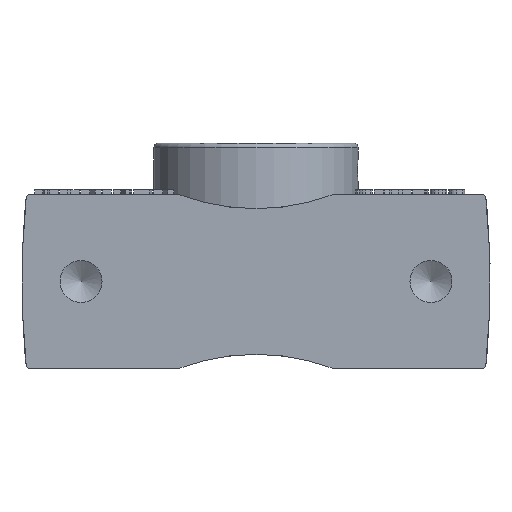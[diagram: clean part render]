
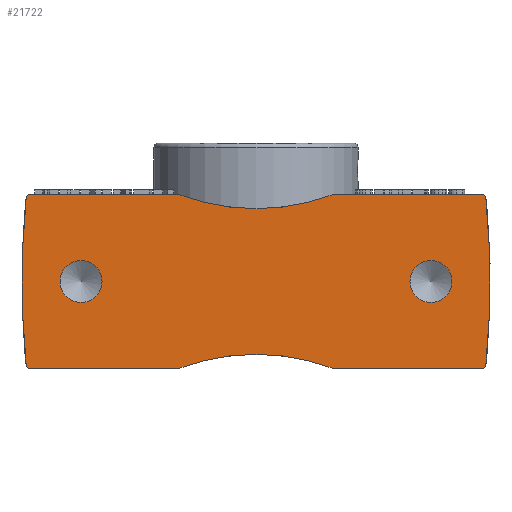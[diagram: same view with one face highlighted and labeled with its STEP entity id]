
A CAD part, front view. The second image highlights one B-rep face of the part: STEP entity #21722.
In plain terms, the highlighted face is planar.
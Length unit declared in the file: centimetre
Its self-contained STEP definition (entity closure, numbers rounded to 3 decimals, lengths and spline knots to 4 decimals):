
#15856=CARTESIAN_POINT('',(-0.4572,-3.81,0.));
#15857=VERTEX_POINT('',#15856);
#15867=CARTESIAN_POINT('',(0.4572,-3.81,0.));
#15868=VERTEX_POINT('',#15867);
#15869=CARTESIAN_POINT('',(0.,-3.81,0.));
#15870=DIRECTION('',(0.,0.,1.));
#15871=DIRECTION('',(1.,0.,-0.));
#15872=AXIS2_PLACEMENT_3D('',#15869,#15870,#15871);
#15873=CIRCLE('',#15872,0.4572);
#15874=EDGE_CURVE('',#15868,#15857,#15873,.T.);
#15876=CARTESIAN_POINT('',(0.,-3.81,0.));
#15877=DIRECTION('',(0.,0.,1.));
#15878=DIRECTION('',(1.,0.,-0.));
#15879=AXIS2_PLACEMENT_3D('',#15876,#15877,#15878);
#15880=CIRCLE('',#15879,0.4572);
#15881=EDGE_CURVE('',#15857,#15868,#15880,.T.);
#15926=CARTESIAN_POINT('',(-0.4572,3.81,0.));
#15927=VERTEX_POINT('',#15926);
#15937=CARTESIAN_POINT('',(0.4572,3.81,0.));
#15938=VERTEX_POINT('',#15937);
#15939=CARTESIAN_POINT('',(0.,3.81,0.));
#15940=DIRECTION('',(0.,0.,1.));
#15941=DIRECTION('',(1.,0.,-0.));
#15942=AXIS2_PLACEMENT_3D('',#15939,#15940,#15941);
#15943=CIRCLE('',#15942,0.4572);
#15944=EDGE_CURVE('',#15938,#15927,#15943,.T.);
#15946=CARTESIAN_POINT('',(0.,3.81,0.));
#15947=DIRECTION('',(0.,0.,1.));
#15948=DIRECTION('',(1.,0.,-0.));
#15949=AXIS2_PLACEMENT_3D('',#15946,#15947,#15948);
#15950=CIRCLE('',#15949,0.4572);
#15951=EDGE_CURVE('',#15927,#15938,#15950,.T.);
#18291=CARTESIAN_POINT('',(1.8203,5.0053,0.));
#18292=VERTEX_POINT('',#18291);
#18299=CARTESIAN_POINT('',(-1.8203,5.0053,0.));
#18300=VERTEX_POINT('',#18299);
#18301=CARTESIAN_POINT('',(0.,-12.444,0.));
#18302=DIRECTION('',(0.,0.,-1.));
#18303=DIRECTION('',(-1.,0.,0.));
#18304=AXIS2_PLACEMENT_3D('',#18301,#18302,#18303);
#18305=CIRCLE('',#18304,17.544);
#18306=EDGE_CURVE('',#18300,#18292,#18305,.T.);
#18734=CARTESIAN_POINT('',(1.9,4.9169,0.));
#18735=VERTEX_POINT('',#18734);
#18742=CARTESIAN_POINT('',(1.8111,4.9169,0.));
#18743=DIRECTION('',(0.,-0.,1.));
#18744=DIRECTION('',(0.743,0.669,0.));
#18745=AXIS2_PLACEMENT_3D('',#18742,#18743,#18744);
#18746=CIRCLE('',#18745,0.0889);
#18747=EDGE_CURVE('',#18735,#18292,#18746,.T.);
#18920=CARTESIAN_POINT('',(1.9,1.7,0.));
#18921=VERTEX_POINT('',#18920);
#18928=CARTESIAN_POINT('',(1.9,12349.9968,0.));
#18929=DIRECTION('',(0.,-1.,0.));
#18930=VECTOR('',#18929,24690.);
#18931=LINE('',#18928,#18930);
#18932=EDGE_CURVE('',#18735,#18921,#18931,.T.);
#18945=CARTESIAN_POINT('',(1.5863,0.,0.));
#18946=VERTEX_POINT('',#18945);
#19028=CARTESIAN_POINT('',(1.9,-1.7,0.));
#19029=VERTEX_POINT('',#19028);
#19036=CARTESIAN_POINT('',(6.3488,0.,0.));
#19037=DIRECTION('',(0.,0.,1.));
#19038=DIRECTION('',(1.,0.,-0.));
#19039=AXIS2_PLACEMENT_3D('',#19036,#19037,#19038);
#19040=CIRCLE('',#19039,4.7625);
#19041=EDGE_CURVE('',#18946,#19029,#19040,.T.);
#19443=CARTESIAN_POINT('',(-1.5863,-0.,0.));
#19444=VERTEX_POINT('',#19443);
#19481=CARTESIAN_POINT('',(-1.9,1.7,0.));
#19482=VERTEX_POINT('',#19481);
#19489=CARTESIAN_POINT('',(-6.3488,0.,0.));
#19490=DIRECTION('',(0.,0.,1.));
#19491=DIRECTION('',(-1.,0.,0.));
#19492=AXIS2_PLACEMENT_3D('',#19489,#19490,#19491);
#19493=CIRCLE('',#19492,4.7625);
#19494=EDGE_CURVE('',#19444,#19482,#19493,.T.);
#19505=CARTESIAN_POINT('',(-1.9,4.9169,0.));
#19506=VERTEX_POINT('',#19505);
#19513=CARTESIAN_POINT('',(-1.9,12349.9968,0.));
#19514=DIRECTION('',(0.,-1.,0.));
#19515=VECTOR('',#19514,24690.);
#19516=LINE('',#19513,#19515);
#19517=EDGE_CURVE('',#19506,#19482,#19516,.T.);
#19530=CARTESIAN_POINT('',(-1.8111,4.9169,0.));
#19531=DIRECTION('',(0.,0.,1.));
#19532=DIRECTION('',(-0.743,0.669,0.));
#19533=AXIS2_PLACEMENT_3D('',#19530,#19531,#19532);
#19534=CIRCLE('',#19533,0.0889);
#19535=EDGE_CURVE('',#18300,#19506,#19534,.T.);
#21092=CARTESIAN_POINT('',(1.9,-4.9169,0.));
#21093=VERTEX_POINT('',#21092);
#21100=CARTESIAN_POINT('',(1.9,12349.9968,0.));
#21101=DIRECTION('',(0.,-1.,0.));
#21102=VECTOR('',#21101,24690.);
#21103=LINE('',#21100,#21102);
#21104=EDGE_CURVE('',#19029,#21093,#21103,.T.);
#21116=CARTESIAN_POINT('',(1.8203,-5.0053,0.));
#21117=VERTEX_POINT('',#21116);
#21124=CARTESIAN_POINT('',(1.8111,-4.9169,0.));
#21125=DIRECTION('',(0.,0.,1.));
#21126=DIRECTION('',(0.743,-0.669,0.));
#21127=AXIS2_PLACEMENT_3D('',#21124,#21125,#21126);
#21128=CIRCLE('',#21127,0.0889);
#21129=EDGE_CURVE('',#21117,#21093,#21128,.T.);
#21610=CARTESIAN_POINT('',(-1.8203,-5.0053,0.));
#21611=VERTEX_POINT('',#21610);
#21618=CARTESIAN_POINT('',(-0.,12.444,0.));
#21619=DIRECTION('',(0.,0.,-1.));
#21620=DIRECTION('',(1.,0.,0.));
#21621=AXIS2_PLACEMENT_3D('',#21618,#21619,#21620);
#21622=CIRCLE('',#21621,17.544);
#21623=EDGE_CURVE('',#21117,#21611,#21622,.T.);
#21638=CARTESIAN_POINT('',(-1.9,-4.9169,0.));
#21639=VERTEX_POINT('',#21638);
#21646=CARTESIAN_POINT('',(-1.8111,-4.9169,0.));
#21647=DIRECTION('',(0.,0.,1.));
#21648=DIRECTION('',(-0.743,-0.669,0.));
#21649=AXIS2_PLACEMENT_3D('',#21646,#21647,#21648);
#21650=CIRCLE('',#21649,0.0889);
#21651=EDGE_CURVE('',#21639,#21611,#21650,.T.);
#21663=CARTESIAN_POINT('',(-1.9,-1.7,0.));
#21664=VERTEX_POINT('',#21663);
#21671=CARTESIAN_POINT('',(-1.9,12349.9968,0.));
#21672=DIRECTION('',(0.,-1.,0.));
#21673=VECTOR('',#21672,24690.);
#21674=LINE('',#21671,#21673);
#21675=EDGE_CURVE('',#21664,#21639,#21674,.T.);
#21681=CARTESIAN_POINT('',(0.9431,2.5272,0.));
#21682=DIRECTION('',(0.,0.,1.));
#21683=DIRECTION('',(1.,0.,0.));
#21684=AXIS2_PLACEMENT_3D('',#21681,#21682,#21683);
#21685=PLANE('',#21684);
#21686=ORIENTED_EDGE('',*,*,#15874,.T.);
#21687=ORIENTED_EDGE('',*,*,#15881,.T.);
#21688=EDGE_LOOP('',(#21686,#21687));
#21689=FACE_BOUND('',#21688,.T.);
#21690=ORIENTED_EDGE('',*,*,#15944,.T.);
#21691=ORIENTED_EDGE('',*,*,#15951,.T.);
#21692=EDGE_LOOP('',(#21690,#21691));
#21693=FACE_BOUND('',#21692,.T.);
#21694=ORIENTED_EDGE('',*,*,#21651,.F.);
#21695=ORIENTED_EDGE('',*,*,#21675,.F.);
#21696=CARTESIAN_POINT('',(-6.3488,0.,0.));
#21697=DIRECTION('',(0.,0.,1.));
#21698=DIRECTION('',(-1.,0.,0.));
#21699=AXIS2_PLACEMENT_3D('',#21696,#21697,#21698);
#21700=CIRCLE('',#21699,4.7625);
#21701=EDGE_CURVE('',#21664,#19444,#21700,.T.);
#21702=ORIENTED_EDGE('',*,*,#21701,.T.);
#21703=ORIENTED_EDGE('',*,*,#19494,.T.);
#21704=ORIENTED_EDGE('',*,*,#19517,.F.);
#21705=ORIENTED_EDGE('',*,*,#19535,.F.);
#21706=ORIENTED_EDGE('',*,*,#18306,.T.);
#21707=ORIENTED_EDGE('',*,*,#18747,.F.);
#21708=ORIENTED_EDGE('',*,*,#18932,.T.);
#21709=CARTESIAN_POINT('',(6.3488,0.,0.));
#21710=DIRECTION('',(0.,0.,1.));
#21711=DIRECTION('',(1.,0.,-0.));
#21712=AXIS2_PLACEMENT_3D('',#21709,#21710,#21711);
#21713=CIRCLE('',#21712,4.7625);
#21714=EDGE_CURVE('',#18921,#18946,#21713,.T.);
#21715=ORIENTED_EDGE('',*,*,#21714,.T.);
#21716=ORIENTED_EDGE('',*,*,#19041,.T.);
#21717=ORIENTED_EDGE('',*,*,#21104,.T.);
#21718=ORIENTED_EDGE('',*,*,#21129,.F.);
#21719=ORIENTED_EDGE('',*,*,#21623,.T.);
#21720=EDGE_LOOP('',(#21694,#21695,#21702,#21703,#21704,#21705,#21706,#21707,#21708,#21715,#21716,#21717,#21718,#21719));
#21721=FACE_BOUND('',#21720,.T.);
#21722=ADVANCED_FACE('',(#21689,#21693,#21721),#21685,.F.);
